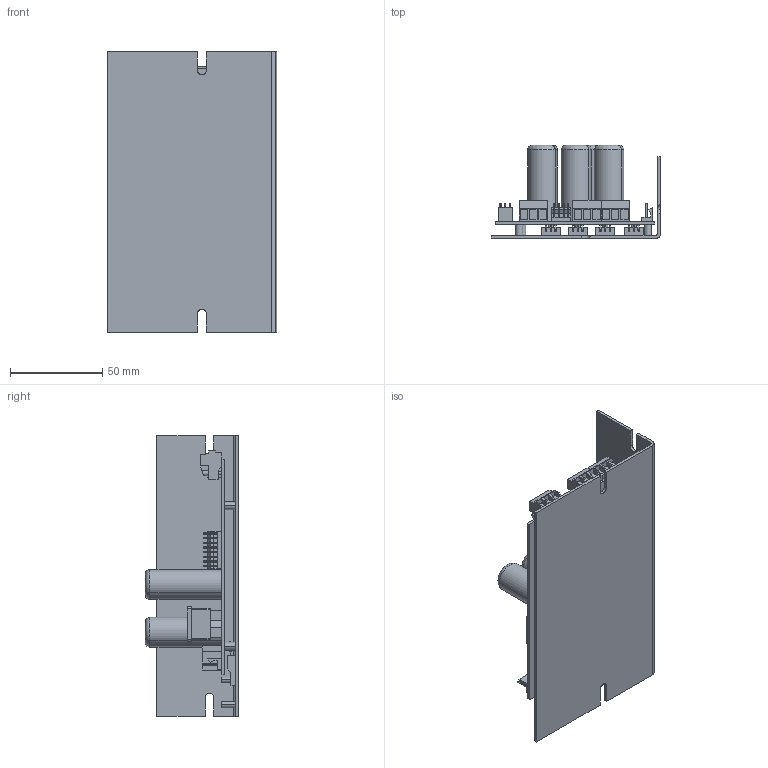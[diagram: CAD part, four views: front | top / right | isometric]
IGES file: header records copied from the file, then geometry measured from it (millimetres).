
Start section: 3D InterOp IGES (Version 19 0 3), Spatial Corp. Copyright (c) 1999-2007.
Global section: file name: export0.igs; native system: Spatial Corp.; preprocessor: 3D InterOp ACIS/IGES; author: Noname; organization: Noname; date: 20110503.154332; units: centimetre
Bounding box: 92.2 x 50.8 x 152.4 mm (x, y, z)
Surface area: 83327.1 mm2 (no closed solid volume)
Topology: 0 solids, 0 shells, 566 faces, 2849 edges, 2849 vertices
Faces by surface type: extrusion 324, revolution 242
